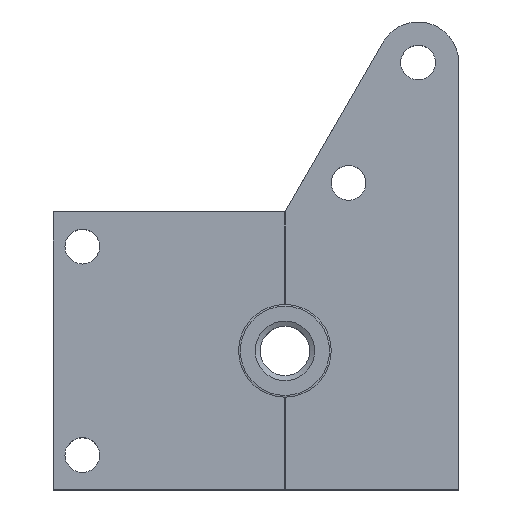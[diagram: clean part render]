
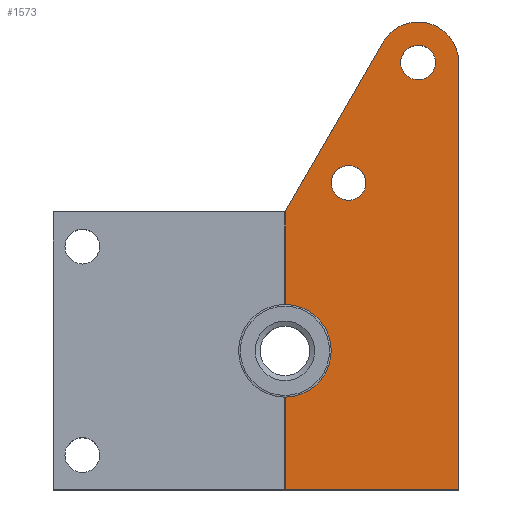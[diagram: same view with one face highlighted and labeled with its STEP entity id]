
A CAD part, top view. The second image highlights one B-rep face of the part: STEP entity #1573.
In plain terms, the highlighted planar face has unit normal (0, 0, 1).
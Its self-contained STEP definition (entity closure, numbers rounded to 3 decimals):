
#1486=CARTESIAN_POINT('',(11.5,24.901,19.0));
#1487=DIRECTION('',(0.0,0.0,1.0));
#1488=DIRECTION('',(1.0,0.0,0.0));
#1489=AXIS2_PLACEMENT_3D('',#1486,#1487,#1488);
#1490=PLANE('',#1489);
#1491=CARTESIAN_POINT('',(0.01,12.0,19.0));
#1492=VERTEX_POINT('',#1491);
#1493=CARTESIAN_POINT('',(0.01,4.,19.0));
#1494=VERTEX_POINT('',#1493);
#1495=CARTESIAN_POINT('',(0.01,12.0,19.0));
#1496=DIRECTION('',(0.0,-1.0,0.0));
#1497=VECTOR('',#1496,1.0);
#1498=LINE('',#1495,#1497);
#1499=EDGE_CURVE('',#1492,#1494,#1498,.T.);
#1500=ORIENTED_EDGE('',*,*,#1499,.T.);
#1501=CARTESIAN_POINT('',(0.01,-4.,19.0));
#1502=VERTEX_POINT('',#1501);
#1503=CARTESIAN_POINT('',(0.0,0.0,19.0));
#1504=DIRECTION('',(0.0,0.0,1.0));
#1505=DIRECTION('',(1.0,0.0,0.0));
#1506=AXIS2_PLACEMENT_3D('',#1503,#1504,#1505);
#1507=CIRCLE('',#1506,4.);
#1508=EDGE_CURVE('',#1502,#1494,#1507,.T.);
#1509=ORIENTED_EDGE('',*,*,#1508,.F.);
#1510=CARTESIAN_POINT('',(0.01,-12.0,19.0));
#1511=VERTEX_POINT('',#1510);
#1512=CARTESIAN_POINT('',(0.01,12.0,19.0));
#1513=DIRECTION('',(0.0,-1.0,0.0));
#1514=VECTOR('',#1513,1.0);
#1515=LINE('',#1512,#1514);
#1516=EDGE_CURVE('',#1502,#1511,#1515,.T.);
#1517=ORIENTED_EDGE('',*,*,#1516,.T.);
#1518=CARTESIAN_POINT('',(15.0,-12.0,19.0));
#1519=VERTEX_POINT('',#1518);
#1520=CARTESIAN_POINT('',(15.0,-12.0,19.0));
#1521=DIRECTION('',(-1.0,0.0,0.0));
#1522=VECTOR('',#1521,1.0);
#1523=LINE('',#1520,#1522);
#1524=EDGE_CURVE('',#1519,#1511,#1523,.T.);
#1525=ORIENTED_EDGE('',*,*,#1524,.F.);
#1526=CARTESIAN_POINT('',(15.0,24.901,19.0));
#1527=VERTEX_POINT('',#1526);
#1528=CARTESIAN_POINT('',(15.0,-12.0,19.0));
#1529=DIRECTION('',(0.0,1.0,0.0));
#1530=VECTOR('',#1529,1.0);
#1531=LINE('',#1528,#1530);
#1532=EDGE_CURVE('',#1519,#1527,#1531,.T.);
#1533=ORIENTED_EDGE('',*,*,#1532,.T.);
#1534=CARTESIAN_POINT('',(8.469,26.651,19.0));
#1535=VERTEX_POINT('',#1534);
#1536=CARTESIAN_POINT('',(11.5,24.901,19.0));
#1537=DIRECTION('',(0.0,0.0,1.0));
#1538=DIRECTION('',(1.0,0.0,0.0));
#1539=AXIS2_PLACEMENT_3D('',#1536,#1537,#1538);
#1540=CIRCLE('',#1539,3.5);
#1541=EDGE_CURVE('',#1527,#1535,#1540,.T.);
#1542=ORIENTED_EDGE('',*,*,#1541,.T.);
#1543=CARTESIAN_POINT('',(0.01,12.0,19.0));
#1544=DIRECTION('',(0.5,0.866,0.0));
#1545=VECTOR('',#1544,1.);
#1546=LINE('',#1543,#1545);
#1547=EDGE_CURVE('',#1492,#1535,#1546,.T.);
#1548=ORIENTED_EDGE('',*,*,#1547,.F.);
#1549=EDGE_LOOP('',(#1500,#1509,#1517,#1525,#1533,#1542,#1548));
#1550=FACE_OUTER_BOUND('',#1549,.T.);
#1551=CARTESIAN_POINT('',(13.0,24.901,19.0));
#1552=VERTEX_POINT('',#1551);
#1553=CARTESIAN_POINT('',(11.5,24.901,19.0));
#1554=DIRECTION('',(0.0,0.0,1.0));
#1555=DIRECTION('',(1.0,0.0,0.0));
#1556=AXIS2_PLACEMENT_3D('',#1553,#1554,#1555);
#1557=CIRCLE('',#1556,1.5);
#1558=EDGE_CURVE('',#1552,#1552,#1557,.F.);
#1559=ORIENTED_EDGE('',*,*,#1558,.T.);
#1560=EDGE_LOOP('',(#1559));
#1561=FACE_BOUND('',#1560,.T.);
#1562=CARTESIAN_POINT('',(7.,14.509,19.0));
#1563=VERTEX_POINT('',#1562);
#1564=CARTESIAN_POINT('',(5.5,14.509,19.0));
#1565=DIRECTION('',(0.0,0.0,1.0));
#1566=DIRECTION('',(1.0,0.0,0.0));
#1567=AXIS2_PLACEMENT_3D('',#1564,#1565,#1566);
#1568=CIRCLE('',#1567,1.5);
#1569=EDGE_CURVE('',#1563,#1563,#1568,.T.);
#1570=ORIENTED_EDGE('',*,*,#1569,.F.);
#1571=EDGE_LOOP('',(#1570));
#1572=FACE_BOUND('',#1571,.T.);
#1573=ADVANCED_FACE('',(#1550,#1561,#1572),#1490,.T.);
